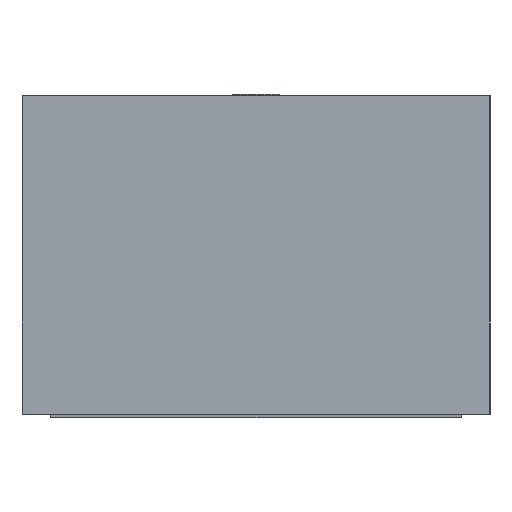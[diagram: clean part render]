
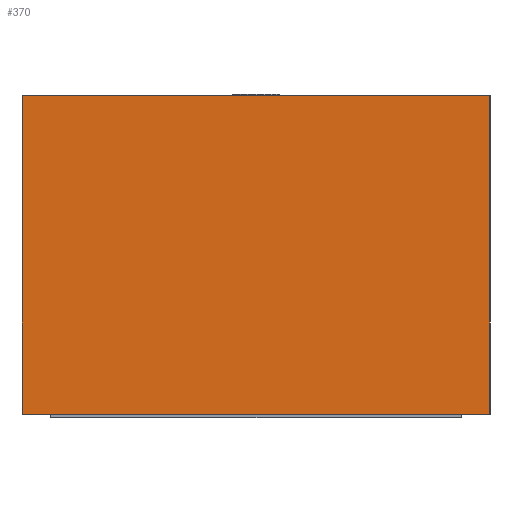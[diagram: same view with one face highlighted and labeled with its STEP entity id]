
A CAD part, left-side view. The second image highlights one B-rep face of the part: STEP entity #370.
In plain terms, the highlighted planar face has unit normal (-1, 0, 0).
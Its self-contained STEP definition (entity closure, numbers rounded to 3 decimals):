
#370=ADVANCED_FACE('',(#376),#371,.F.);
#371=PLANE('',#372);
#372=AXIS2_PLACEMENT_3D('',#373,#374,#375);
#373=CARTESIAN_POINT('Origin',(-0.8,0.406,0.006));
#374=DIRECTION('center_axis',(1.0,0.0,0.0));
#375=DIRECTION('ref_axis',(0.,0.,1.));
#376=FACE_OUTER_BOUND('',#377,.T.);
#377=EDGE_LOOP('',(#378,#388,#398,#408));
#378=ORIENTED_EDGE('',*,*,#379,.F.);
#379=EDGE_CURVE('',#380,#382,#384,.T.);
#380=VERTEX_POINT('',#381);
#381=CARTESIAN_POINT('',(-0.8,-0.406,0.006));
#382=VERTEX_POINT('',#383);
#383=CARTESIAN_POINT('',(-0.8,0.406,0.006));
#384=LINE('',#385,#386);
#385=CARTESIAN_POINT('',(-0.8,-0.406,0.006));
#386=VECTOR('',#387,0.813);
#387=DIRECTION('',(0.0,1.0,0.0));
#388=ORIENTED_EDGE('',*,*,#389,.F.);
#389=EDGE_CURVE('',#390,#392,#394,.T.);
#390=VERTEX_POINT('',#391);
#391=CARTESIAN_POINT('',(-0.8,-0.406,0.559));
#392=VERTEX_POINT('',#381);
#394=LINE('',#395,#396);
#395=CARTESIAN_POINT('',(-0.8,-0.406,0.559));
#396=VECTOR('',#397,0.552);
#397=DIRECTION('',(0.0,0.0,-1.0));
#398=ORIENTED_EDGE('',*,*,#399,.F.);
#399=EDGE_CURVE('',#400,#402,#404,.T.);
#400=VERTEX_POINT('',#401);
#401=CARTESIAN_POINT('',(-0.8,0.406,0.559));
#402=VERTEX_POINT('',#391);
#404=LINE('',#405,#406);
#405=CARTESIAN_POINT('',(-0.8,0.406,0.559));
#406=VECTOR('',#407,0.813);
#407=DIRECTION('',(0.0,-1.0,0.0));
#408=ORIENTED_EDGE('',*,*,#409,.F.);
#409=EDGE_CURVE('',#410,#412,#414,.T.);
#410=VERTEX_POINT('',#383);
#412=VERTEX_POINT('',#401);
#414=LINE('',#415,#416);
#415=CARTESIAN_POINT('',(-0.8,0.406,0.006));
#416=VECTOR('',#417,0.552);
#417=DIRECTION('',(0.0,0.0,1.0));
